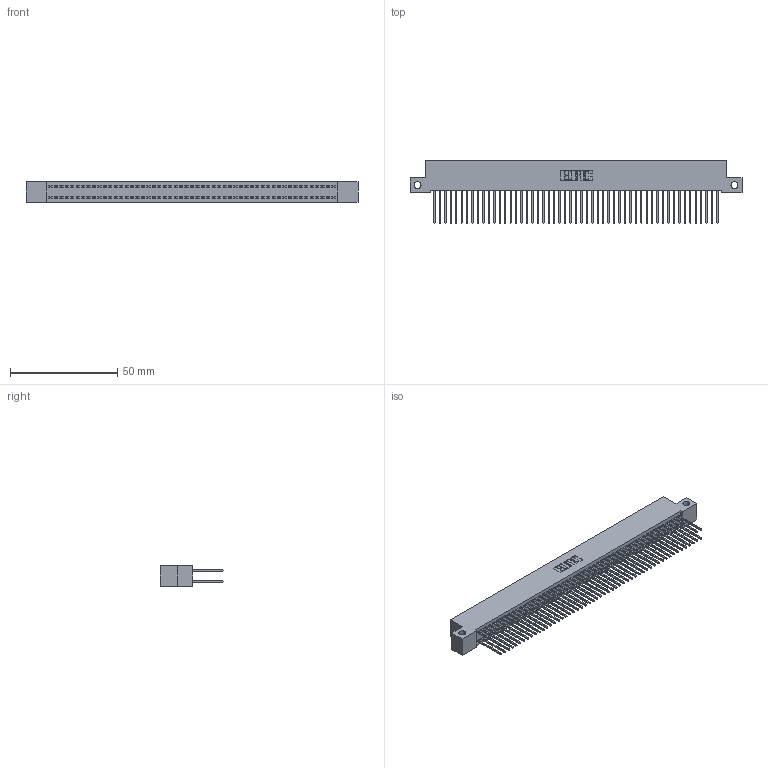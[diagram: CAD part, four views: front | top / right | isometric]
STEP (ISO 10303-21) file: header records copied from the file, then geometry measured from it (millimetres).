
FILE_DESCRIPTION (( 'STEP AP203' ), '1' );
FILE_NAME ('342-106-540-212.STEP', '2018-08-14T06:57:32', ( '' ), ( '' ), 'SwSTEP 2.0', 'SolidWorks 2016', '' );
FILE_SCHEMA (( 'CONFIG_CONTROL_DESIGN' ));
Length unit declared in the file: inch
Products named in the file (3): 342 Part_Side Mount; 345-292-001_345-293-140; 342-106-540-212
Assembly tree (107 placements, depth 2):
  342-106-540-212
    342 Part_Side Mount
    345-292-001_345-293-140  x106
Bounding box: 154.94 x 29.47 x 9.4 mm (x, y, z)
Volume: 14301.3 mm3; surface area: 25176.7 mm2
Topology: 107 solids, 107 shells, 5622 faces, 16729 edges, 11010 vertices
Faces by surface type: plane 3882, cylinder 1740
Entity records: 32563 total; most frequent: CARTESIAN_POINT 5382, ORIENTED_EDGE 5318, DIRECTION 4579, EDGE_CURVE 2659, VECTOR 2531, LINE 2531, VERTEX_POINT 1770, AXIS2_PLACEMENT_3D 1024
